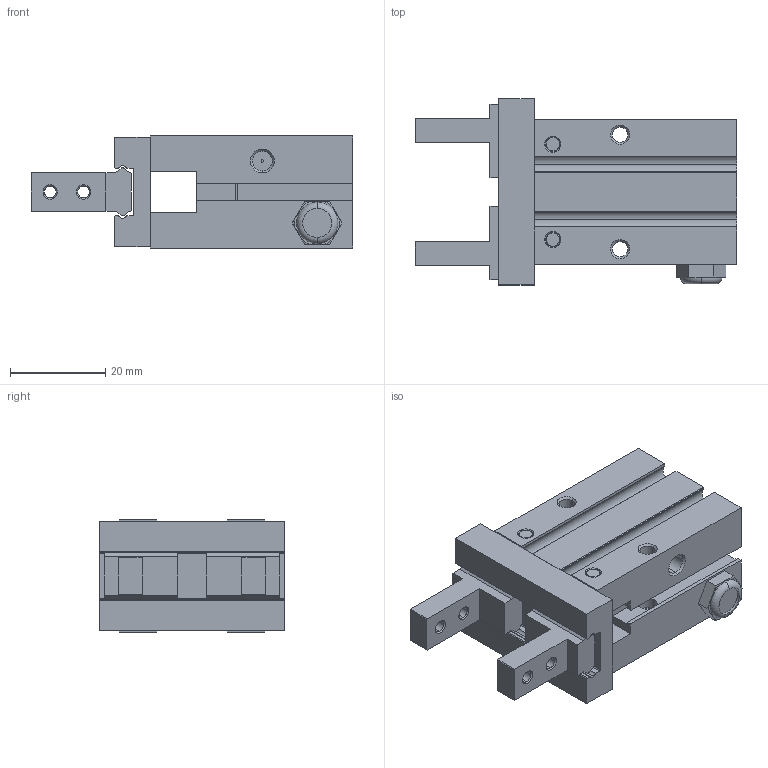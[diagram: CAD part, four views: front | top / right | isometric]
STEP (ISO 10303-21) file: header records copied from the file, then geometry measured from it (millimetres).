
FILE_DESCRIPTION (( 'STEP AP203' ), '1' );
FILE_NAME ('HFTK16.STEP', '2025-04-21T08:00:41', ( '' ), ( '' ), 'SwSTEP 2.0', 'SolidWorks 2024', '' );
FILE_SCHEMA (( 'CONFIG_CONTROL_DESIGN' ));
Length unit declared in the file: millimetre
Products named in the file (4): HFTZ16(OP)_body; HFTK16; HFZ16(OP)_fr; HFZ16(OP)_fl
Assembly tree (3 placements, depth 2):
  HFTK16
    HFTZ16(OP)_body
    HFZ16(OP)_fl
    HFZ16(OP)_fr
Bounding box: 67.5 x 39 x 23.5 mm (x, y, z)
Volume: 30422.3 mm3; surface area: 13537.1 mm2
Topology: 3 solids, 4 shells, 268 faces, 677 edges, 430 vertices
Faces by surface type: plane 125, cylinder 73, cone 68, torus 2
Entity records: 8483 total; most frequent: DIRECTION 1447, CARTESIAN_POINT 1417, ORIENTED_EDGE 1354, EDGE_CURVE 677, AXIS2_PLACEMENT_3D 508, LINE 431, VECTOR 431, VERTEX_POINT 430
